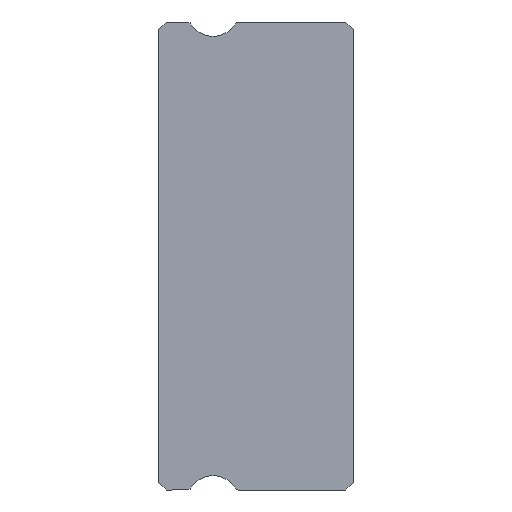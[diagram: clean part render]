
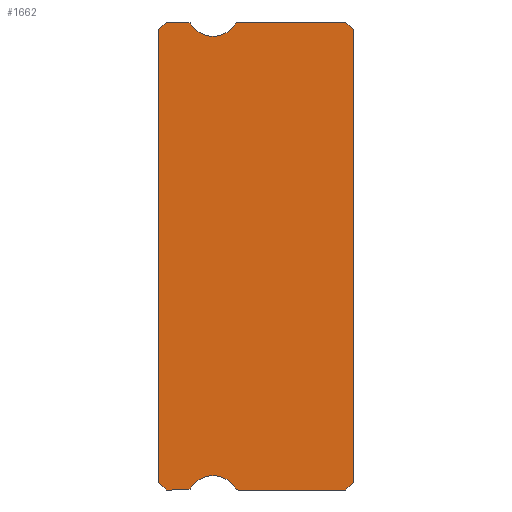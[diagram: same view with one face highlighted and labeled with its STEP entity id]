
A CAD part, left-side view. The second image highlights one B-rep face of the part: STEP entity #1662.
In plain terms, the highlighted planar face has unit normal (-1, 0, 0).
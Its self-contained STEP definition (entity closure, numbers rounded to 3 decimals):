
#20 = VECTOR ( 'NONE', #50, 1000. ) ;
#35 = DIRECTION ( 'NONE',  ( 1., 0., 0. ) ) ;
#42 = DIRECTION ( 'NONE',  ( 0., -0.707, -0.707 ) ) ;
#50 = DIRECTION ( 'NONE',  ( 0., 0.707, -0.707 ) ) ;
#55 = CARTESIAN_POINT ( 'NONE',  ( -15., 4.419, 9. ) ) ;
#70 = AXIS2_PLACEMENT_3D ( 'NONE', #387, #1928, #605 ) ;
#88 = CARTESIAN_POINT ( 'NONE',  ( -15., 7.5, 8.7 ) ) ;
#100 = VERTEX_POINT ( 'NONE', #1778 ) ;
#112 = AXIS2_PLACEMENT_3D ( 'NONE', #2136, #2552, #117 ) ;
#116 = DIRECTION ( 'NONE',  ( 1., 0., 0. ) ) ;
#117 = DIRECTION ( 'NONE',  ( 0., 0., -1. ) ) ;
#148 = LINE ( 'NONE', #568, #1744 ) ;
#193 = CARTESIAN_POINT ( 'NONE',  ( -15., 5.4, 9.45 ) ) ;
#212 = VECTOR ( 'NONE', #2074, 1000. ) ;
#217 = AXIS2_PLACEMENT_3D ( 'NONE', #1087, #2601, #627 ) ;
#233 = VERTEX_POINT ( 'NONE', #1895 ) ;
#263 = ORIENTED_EDGE ( 'NONE', *, *, #543, .F. ) ;
#291 = ORIENTED_EDGE ( 'NONE', *, *, #510, .T. ) ;
#307 = CIRCLE ( 'NONE', #70, 0.15 ) ;
#335 = PLANE ( 'NONE',  #947 ) ;
#336 = LINE ( 'NONE', #1710, #2410 ) ;
#359 = CIRCLE ( 'NONE', #217, 0.15 ) ;
#387 = CARTESIAN_POINT ( 'NONE',  ( -15., 4.419, -8.85 ) ) ;
#391 = CARTESIAN_POINT ( 'NONE',  ( -15., 5.4, -9.45 ) ) ;
#416 = LINE ( 'NONE', #1298, #1292 ) ;
#429 = EDGE_CURVE ( 'NONE', #1229, #455, #2652, .T. ) ;
#454 = ORIENTED_EDGE ( 'NONE', *, *, #2593, .T. ) ;
#455 = VERTEX_POINT ( 'NONE', #2034 ) ;
#468 = ORIENTED_EDGE ( 'NONE', *, *, #799, .F. ) ;
#505 = ORIENTED_EDGE ( 'NONE', *, *, #1789, .F. ) ;
#510 = EDGE_CURVE ( 'NONE', #2734, #2404, #2066, .T. ) ;
#543 = EDGE_CURVE ( 'NONE', #1902, #1565, #1624, .T. ) ;
#567 = CARTESIAN_POINT ( 'NONE',  ( -15., 7.2, 9. ) ) ;
#568 = CARTESIAN_POINT ( 'NONE',  ( -15., 6.381, 9. ) ) ;
#575 = CARTESIAN_POINT ( 'NONE',  ( -15., 6.381, 8.85 ) ) ;
#605 = DIRECTION ( 'NONE',  ( 0., 0., -1. ) ) ;
#612 = DIRECTION ( 'NONE',  ( 0., 0., -1. ) ) ;
#624 = EDGE_LOOP ( 'NONE', ( #1620, #1883, #2206, #263, #2524, #1074, #505, #468, #454, #1222, #1090, #718, #2660, #626, #1782, #2538, #291 ) ) ;
#626 = ORIENTED_EDGE ( 'NONE', *, *, #1843, .F. ) ;
#627 = DIRECTION ( 'NONE',  ( 0., 0., -1. ) ) ;
#645 = LINE ( 'NONE', #1738, #2369 ) ;
#663 = EDGE_CURVE ( 'NONE', #1103, #2531, #336, .T. ) ;
#669 = LINE ( 'NONE', #1583, #2164 ) ;
#681 = CARTESIAN_POINT ( 'NONE',  ( -15., 0.3, 9. ) ) ;
#718 = ORIENTED_EDGE ( 'NONE', *, *, #1398, .F. ) ;
#739 = EDGE_CURVE ( 'NONE', #100, #2734, #645, .T. ) ;
#772 = CARTESIAN_POINT ( 'NONE',  ( -15., 6.381, -9. ) ) ;
#799 = EDGE_CURVE ( 'NONE', #1014, #233, #2062, .T. ) ;
#834 = DIRECTION ( 'NONE',  ( 0., 0.707, -0.707 ) ) ;
#851 = DIRECTION ( 'NONE',  ( 0., 0., -1. ) ) ;
#870 = AXIS2_PLACEMENT_3D ( 'NONE', #391, #1057, #1892 ) ;
#894 = AXIS2_PLACEMENT_3D ( 'NONE', #193, #2105, #851 ) ;
#911 = DIRECTION ( 'NONE',  ( 0., 0., -1. ) ) ;
#947 = AXIS2_PLACEMENT_3D ( 'NONE', #575, #116, #1916 ) ;
#958 = VERTEX_POINT ( 'NONE', #2301 ) ;
#1014 = VERTEX_POINT ( 'NONE', #1704 ) ;
#1041 = AXIS2_PLACEMENT_3D ( 'NONE', #1139, #35, #911 ) ;
#1057 = DIRECTION ( 'NONE',  ( -1., 0., 0. ) ) ;
#1073 = CARTESIAN_POINT ( 'NONE',  ( -15., 6.381, -9. ) ) ;
#1074 = ORIENTED_EDGE ( 'NONE', *, *, #1527, .F. ) ;
#1087 = CARTESIAN_POINT ( 'NONE',  ( -15., 4.419, 8.85 ) ) ;
#1090 = ORIENTED_EDGE ( 'NONE', *, *, #2386, .F. ) ;
#1103 = VERTEX_POINT ( 'NONE', #2575 ) ;
#1139 = CARTESIAN_POINT ( 'NONE',  ( -15., 6.381, 8.85 ) ) ;
#1222 = ORIENTED_EDGE ( 'NONE', *, *, #429, .F. ) ;
#1229 = VERTEX_POINT ( 'NONE', #2643 ) ;
#1292 = VECTOR ( 'NONE', #1727, 1000. ) ;
#1298 = CARTESIAN_POINT ( 'NONE',  ( -15., 6.381, -9. ) ) ;
#1307 = DIRECTION ( 'NONE',  ( 0., 1., 0. ) ) ;
#1340 = VERTEX_POINT ( 'NONE', #2180 ) ;
#1361 = CARTESIAN_POINT ( 'NONE',  ( -15., 0., -8.7 ) ) ;
#1370 = DIRECTION ( 'NONE',  ( 0., 0., 1. ) ) ;
#1398 = EDGE_CURVE ( 'NONE', #958, #1962, #359, .T. ) ;
#1402 = CIRCLE ( 'NONE', #894, 1. ) ;
#1404 = VERTEX_POINT ( 'NONE', #2394 ) ;
#1439 = VECTOR ( 'NONE', #834, 1000. ) ;
#1498 = VERTEX_POINT ( 'NONE', #2564 ) ;
#1527 = EDGE_CURVE ( 'NONE', #2336, #1498, #307, .T. ) ;
#1533 = VECTOR ( 'NONE', #42, 1000. ) ;
#1565 = VERTEX_POINT ( 'NONE', #772 ) ;
#1583 = CARTESIAN_POINT ( 'NONE',  ( -15., 0., 8.7 ) ) ;
#1605 = CIRCLE ( 'NONE', #870, 1. ) ;
#1620 = ORIENTED_EDGE ( 'NONE', *, *, #2125, .F. ) ;
#1624 = CIRCLE ( 'NONE', #112, 0.15 ) ;
#1631 = CARTESIAN_POINT ( 'NONE',  ( -15., 4.419, -9. ) ) ;
#1635 = CARTESIAN_POINT ( 'NONE',  ( -15., 6.253, -8.928 ) ) ;
#1649 = CARTESIAN_POINT ( 'NONE',  ( -15., 5.4, 9.45 ) ) ;
#1662 = ADVANCED_FACE ( 'NONE', ( #2550 ), #335, .F. ) ;
#1684 = LINE ( 'NONE', #2124, #1888 ) ;
#1704 = CARTESIAN_POINT ( 'NONE',  ( -15., 0., -8.7 ) ) ;
#1710 = CARTESIAN_POINT ( 'NONE',  ( -15., 7.2, -9. ) ) ;
#1727 = DIRECTION ( 'NONE',  ( 0., -1., 0. ) ) ;
#1730 = EDGE_CURVE ( 'NONE', #100, #1404, #2820, .T. ) ;
#1738 = CARTESIAN_POINT ( 'NONE',  ( -15., 7.2, 9. ) ) ;
#1744 = VECTOR ( 'NONE', #1894, 1000. ) ;
#1778 = CARTESIAN_POINT ( 'NONE',  ( -15., 6.381, 9. ) ) ;
#1782 = ORIENTED_EDGE ( 'NONE', *, *, #1730, .F. ) ;
#1789 = EDGE_CURVE ( 'NONE', #233, #2336, #2587, .T. ) ;
#1843 = EDGE_CURVE ( 'NONE', #1404, #1340, #2635, .T. ) ;
#1873 = AXIS2_PLACEMENT_3D ( 'NONE', #1649, #2741, #612 ) ;
#1876 = DIRECTION ( 'NONE',  ( 0., -0.707, -0.707 ) ) ;
#1881 = CARTESIAN_POINT ( 'NONE',  ( -15., 7.5, 8.7 ) ) ;
#1883 = ORIENTED_EDGE ( 'NONE', *, *, #663, .T. ) ;
#1886 = EDGE_CURVE ( 'NONE', #1340, #958, #1402, .T. ) ;
#1888 = VECTOR ( 'NONE', #2553, 1000. ) ;
#1892 = DIRECTION ( 'NONE',  ( 0., 0., -1. ) ) ;
#1894 = DIRECTION ( 'NONE',  ( 0., -1., 0. ) ) ;
#1895 = CARTESIAN_POINT ( 'NONE',  ( -15., 0.3, -9. ) ) ;
#1902 = VERTEX_POINT ( 'NONE', #1635 ) ;
#1916 = DIRECTION ( 'NONE',  ( 0., 0., -1. ) ) ;
#1928 = DIRECTION ( 'NONE',  ( 1., 0., 0. ) ) ;
#1962 = VERTEX_POINT ( 'NONE', #55 ) ;
#2034 = CARTESIAN_POINT ( 'NONE',  ( -15., 0., 8.7 ) ) ;
#2062 = LINE ( 'NONE', #1361, #20 ) ;
#2066 = LINE ( 'NONE', #88, #1439 ) ;
#2074 = DIRECTION ( 'NONE',  ( 0., 1., 0. ) ) ;
#2105 = DIRECTION ( 'NONE',  ( -1., 0., 0. ) ) ;
#2124 = CARTESIAN_POINT ( 'NONE',  ( -15., 7.5, 8.85 ) ) ;
#2125 = EDGE_CURVE ( 'NONE', #1103, #2404, #1684, .T. ) ;
#2136 = CARTESIAN_POINT ( 'NONE',  ( -15., 6.381, -8.85 ) ) ;
#2145 = EDGE_CURVE ( 'NONE', #1498, #1902, #1605, .T. ) ;
#2164 = VECTOR ( 'NONE', #1370, 1000. ) ;
#2180 = CARTESIAN_POINT ( 'NONE',  ( -15., 5.4, 8.45 ) ) ;
#2186 = EDGE_CURVE ( 'NONE', #2531, #1565, #416, .T. ) ;
#2206 = ORIENTED_EDGE ( 'NONE', *, *, #2186, .T. ) ;
#2301 = CARTESIAN_POINT ( 'NONE',  ( -15., 4.547, 8.928 ) ) ;
#2336 = VERTEX_POINT ( 'NONE', #1631 ) ;
#2369 = VECTOR ( 'NONE', #1307, 1000. ) ;
#2386 = EDGE_CURVE ( 'NONE', #1962, #1229, #148, .T. ) ;
#2394 = CARTESIAN_POINT ( 'NONE',  ( -15., 6.253, 8.928 ) ) ;
#2404 = VERTEX_POINT ( 'NONE', #1881 ) ;
#2410 = VECTOR ( 'NONE', #1876, 1000. ) ;
#2524 = ORIENTED_EDGE ( 'NONE', *, *, #2145, .F. ) ;
#2531 = VERTEX_POINT ( 'NONE', #2800 ) ;
#2538 = ORIENTED_EDGE ( 'NONE', *, *, #739, .T. ) ;
#2550 = FACE_OUTER_BOUND ( 'NONE', #624, .T. ) ;
#2552 = DIRECTION ( 'NONE',  ( 1., 0., 0. ) ) ;
#2553 = DIRECTION ( 'NONE',  ( 0., 0., 1. ) ) ;
#2564 = CARTESIAN_POINT ( 'NONE',  ( -15., 4.547, -8.928 ) ) ;
#2575 = CARTESIAN_POINT ( 'NONE',  ( -15., 7.5, -8.7 ) ) ;
#2587 = LINE ( 'NONE', #1073, #212 ) ;
#2593 = EDGE_CURVE ( 'NONE', #1014, #455, #669, .T. ) ;
#2601 = DIRECTION ( 'NONE',  ( 1., 0., 0. ) ) ;
#2635 = CIRCLE ( 'NONE', #1873, 1. ) ;
#2643 = CARTESIAN_POINT ( 'NONE',  ( -15., 0.3, 9. ) ) ;
#2652 = LINE ( 'NONE', #681, #1533 ) ;
#2660 = ORIENTED_EDGE ( 'NONE', *, *, #1886, .F. ) ;
#2734 = VERTEX_POINT ( 'NONE', #567 ) ;
#2741 = DIRECTION ( 'NONE',  ( -1., 0., 0. ) ) ;
#2800 = CARTESIAN_POINT ( 'NONE',  ( -15., 7.2, -9. ) ) ;
#2820 = CIRCLE ( 'NONE', #1041, 0.15 ) ;
